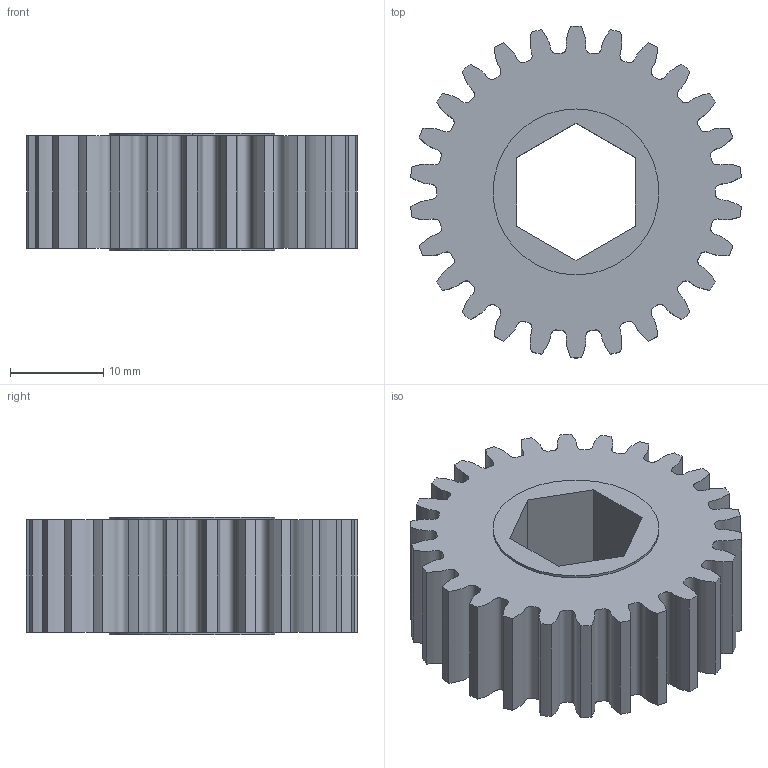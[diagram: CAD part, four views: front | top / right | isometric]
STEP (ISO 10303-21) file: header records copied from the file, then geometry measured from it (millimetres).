
FILE_DESCRIPTION (( 'STEP AP214' ), '1' );
FILE_NAME ('217-5466-001 Rev1.step', '2016-08-25T21:10:46', ( '' ), ( '' ), 'SwSTEP 2.0', 'SolidWorks 2015', '' );
FILE_SCHEMA (( 'AUTOMOTIVE_DESIGN' ));
Length unit declared in the file: millimetre
Products named in the file (1): 217-5466-001 Rev1
Bounding box: 35.42 x 35.56 x 12.6 mm (x, y, z)
Volume: 8887.5 mm3; surface area: 4543.7 mm2
Topology: 1 solids, 1 shells, 66 faces, 186 edges, 124 vertices
Faces by surface type: cylinder 30, bspline 26, plane 10
Entity records: 11392 total; most frequent: CARTESIAN_POINT 9763, ORIENTED_EDGE 372, DIRECTION 276, EDGE_CURVE 186, VERTEX_POINT 124, AXIS2_PLACEMENT_3D 101, LINE 74, VECTOR 74
